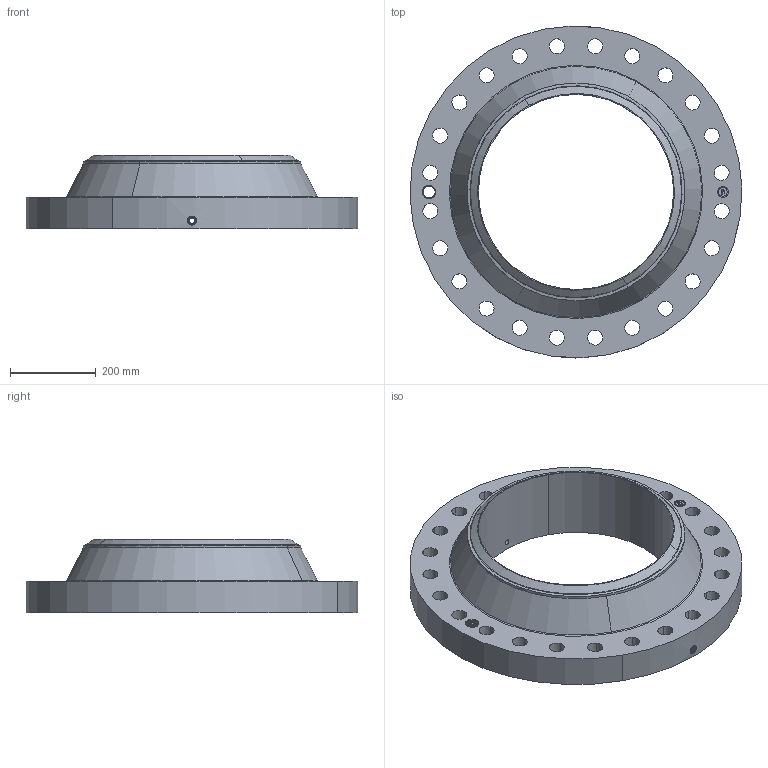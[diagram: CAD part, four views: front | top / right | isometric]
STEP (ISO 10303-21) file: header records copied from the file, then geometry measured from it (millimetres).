
FILE_DESCRIPTION(('3D STEP'),'2;1');
FILE_NAME('20-300-RTJ-WELD-NECK-80-ORIF-FLANGE.stp','2013-10-19T14:41:56+00:00',('Texas Flange'),(''),'CATIA Version 5 Release 20 SP 6 (IN-10)','CATIA V5 STEP AP214','800-826-3801');
FILE_SCHEMA(('AUTOMOTIVE_DESIGN { 1 0 10303 214 1 1 1 1 }'));
Length unit declared in the file: inch
Products named in the file (1): 20-300-RTJ-WELD-NECK-80-ORIF-FLANGE
Bounding box: 774.48 x 774.7 x 171.58 mm (x, y, z)
Volume: 26748251.9 mm3; surface area: 1330422.3 mm2
Topology: 1 solids, 1 shells, 844 faces, 2291 edges, 1469 vertices
Faces by surface type: plane 370, bspline 273, cylinder 134, cone 55, torus 8, revolution 4
Entity records: 35317 total; most frequent: CARTESIAN_POINT 14577, ORIENTED_EDGE 4582, EDGE_CURVE 2291, DIRECTION 2239, VERTEX_POINT 1469, VECTOR 1228, LINE 1228, EDGE_LOOP 920
